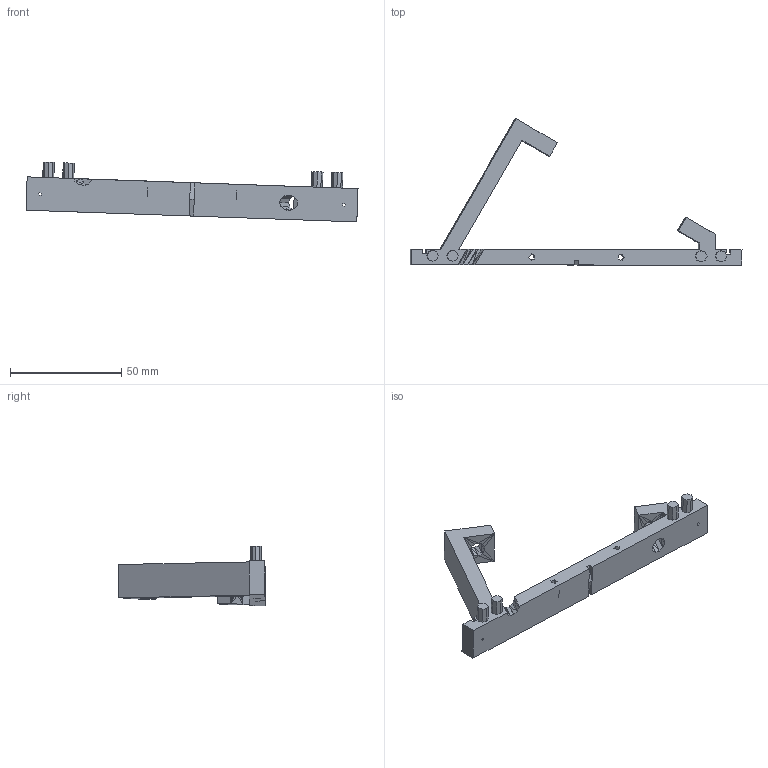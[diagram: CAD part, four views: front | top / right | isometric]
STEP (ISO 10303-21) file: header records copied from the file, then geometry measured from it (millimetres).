
FILE_DESCRIPTION(('FreeCAD Model'),'2;1');
FILE_NAME('Side_plate_right_qty_1.step','2017-05-30T13:56:55',('Author'),(''), 'Open CASCADE STEP processor 6.8','FreeCAD','Unknown');
FILE_SCHEMA(('AUTOMOTIVE_DESIGN_CC2 { 1 2 10303 214 -1 1 5 4 }'));
Length unit declared in the file: millimetre
Products named in the file (2): ASSEMBLY; Solid
Assembly tree (1 placements, depth 2):
  ASSEMBLY
    Solid
Bounding box: 149.44 x 65.89 x 26.91 mm (x, y, z)
Volume: 25083.5 mm3; surface area: 12284.2 mm2
Topology: 1 solids, 1 shells, 253 faces, 553 edges, 304 vertices
Faces by surface type: plane 253
Entity records: 13579 total; most frequent: CARTESIAN_POINT 2418, DIRECTION 1969, LINE 1459, VECTOR 1459, ORIENTED_EDGE 1106, PCURVE 1106, DEFINITIONAL_REPRESENTATION 1106, EDGE_CURVE 553
